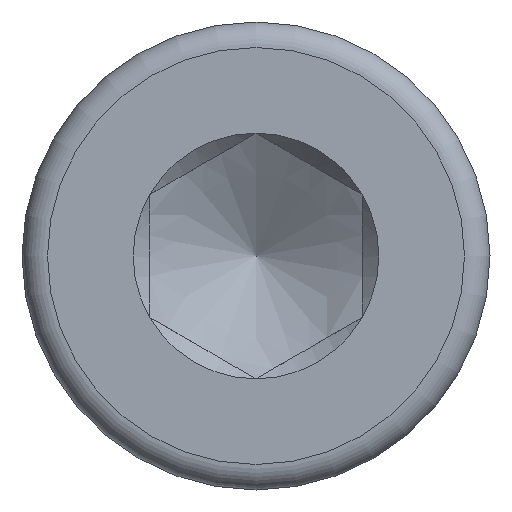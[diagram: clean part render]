
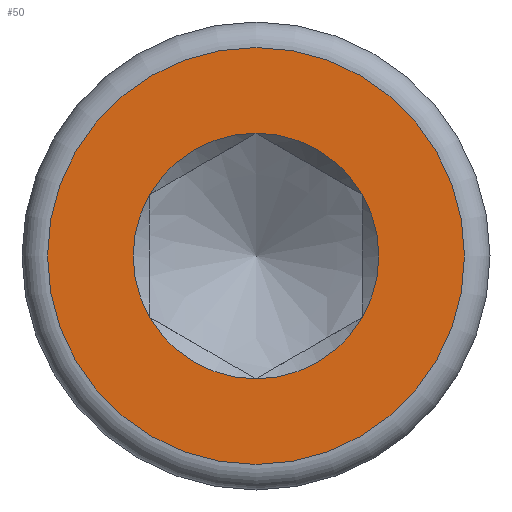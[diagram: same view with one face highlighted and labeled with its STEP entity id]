
A CAD part, left-side view. The second image highlights one B-rep face of the part: STEP entity #50.
In plain terms, the highlighted planar face has unit normal (-1, 0, 0).
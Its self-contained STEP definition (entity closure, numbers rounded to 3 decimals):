
#50 = ADVANCED_FACE( '', ( #113, #114 ), #115, .F. );
#113 = FACE_BOUND( '', #195, .T. );
#114 = FACE_OUTER_BOUND( '', #196, .T. );
#115 = PLANE( '', #197 );
#195 = EDGE_LOOP( '', ( #281, #282, #283, #284, #285, #286 ) );
#196 = EDGE_LOOP( '', ( #287 ) );
#197 = AXIS2_PLACEMENT_3D( '', #288, #289, #290 );
#281 = ORIENTED_EDGE( '', *, *, #428, .T. );
#282 = ORIENTED_EDGE( '', *, *, #429, .T. );
#283 = ORIENTED_EDGE( '', *, *, #430, .T. );
#284 = ORIENTED_EDGE( '', *, *, #431, .T. );
#285 = ORIENTED_EDGE( '', *, *, #432, .T. );
#286 = ORIENTED_EDGE( '', *, *, #433, .T. );
#287 = ORIENTED_EDGE( '', *, *, #434, .F. );
#288 = CARTESIAN_POINT( '', ( -3., 1.443, 0. ) );
#289 = DIRECTION( '', ( 1., 0., 0. ) );
#290 = DIRECTION( '', ( 0., 0., -1. ) );
#428 = EDGE_CURVE( '', #491, #473, #492, .T. );
#429 = EDGE_CURVE( '', #473, #474, #493, .T. );
#430 = EDGE_CURVE( '', #474, #482, #494, .T. );
#431 = EDGE_CURVE( '', #482, #483, #495, .T. );
#432 = EDGE_CURVE( '', #483, #496, #497, .T. );
#433 = EDGE_CURVE( '', #496, #491, #498, .T. );
#434 = EDGE_CURVE( '', #499, #499, #500, .T. );
#473 = VERTEX_POINT( '', #547 );
#474 = VERTEX_POINT( '', #548 );
#482 = VERTEX_POINT( '', #570 );
#483 = VERTEX_POINT( '', #571 );
#491 = VERTEX_POINT( '', #595 );
#492 = CIRCLE( '', #596, 1.443 );
#493 = CIRCLE( '', #597, 1.443 );
#494 = CIRCLE( '', #598, 1.443 );
#495 = CIRCLE( '', #599, 1.443 );
#496 = VERTEX_POINT( '', #600 );
#497 = CIRCLE( '', #601, 1.443 );
#498 = CIRCLE( '', #602, 1.443 );
#499 = VERTEX_POINT( '', #603 );
#500 = CIRCLE( '', #604, 2.45 );
#547 = CARTESIAN_POINT( '', ( -3., -1.25, -0.722 ) );
#548 = CARTESIAN_POINT( '', ( -3., 0., -1.443 ) );
#570 = CARTESIAN_POINT( '', ( -3., 1.25, -0.722 ) );
#571 = CARTESIAN_POINT( '', ( -3., 1.25, 0.722 ) );
#595 = CARTESIAN_POINT( '', ( -3., -1.25, 0.722 ) );
#596 = AXIS2_PLACEMENT_3D( '', #706, #707, #708 );
#597 = AXIS2_PLACEMENT_3D( '', #709, #710, #711 );
#598 = AXIS2_PLACEMENT_3D( '', #712, #713, #714 );
#599 = AXIS2_PLACEMENT_3D( '', #715, #716, #717 );
#600 = CARTESIAN_POINT( '', ( -3., 0., 1.443 ) );
#601 = AXIS2_PLACEMENT_3D( '', #718, #719, #720 );
#602 = AXIS2_PLACEMENT_3D( '', #721, #722, #723 );
#603 = CARTESIAN_POINT( '', ( -3., 0., -2.45 ) );
#604 = AXIS2_PLACEMENT_3D( '', #724, #725, #726 );
#706 = CARTESIAN_POINT( '', ( -3., 0., 0. ) );
#707 = DIRECTION( '', ( 1., 0., 0. ) );
#708 = DIRECTION( '', ( 0., 0., -1. ) );
#709 = CARTESIAN_POINT( '', ( -3., 0., 0. ) );
#710 = DIRECTION( '', ( 1., 0., 0. ) );
#711 = DIRECTION( '', ( 0., 0., -1. ) );
#712 = CARTESIAN_POINT( '', ( -3., 0., 0. ) );
#713 = DIRECTION( '', ( 1., 0., 0. ) );
#714 = DIRECTION( '', ( 0., 0., -1. ) );
#715 = CARTESIAN_POINT( '', ( -3., 0., 0. ) );
#716 = DIRECTION( '', ( 1., 0., 0. ) );
#717 = DIRECTION( '', ( 0., 0., -1. ) );
#718 = CARTESIAN_POINT( '', ( -3., 0., 0. ) );
#719 = DIRECTION( '', ( 1., 0., 0. ) );
#720 = DIRECTION( '', ( 0., 0., -1. ) );
#721 = CARTESIAN_POINT( '', ( -3., 0., 0. ) );
#722 = DIRECTION( '', ( 1., 0., 0. ) );
#723 = DIRECTION( '', ( 0., 0., -1. ) );
#724 = CARTESIAN_POINT( '', ( -3., 0., 0. ) );
#725 = DIRECTION( '', ( 1., 0., 0. ) );
#726 = DIRECTION( '', ( 0., 0., -1. ) );
